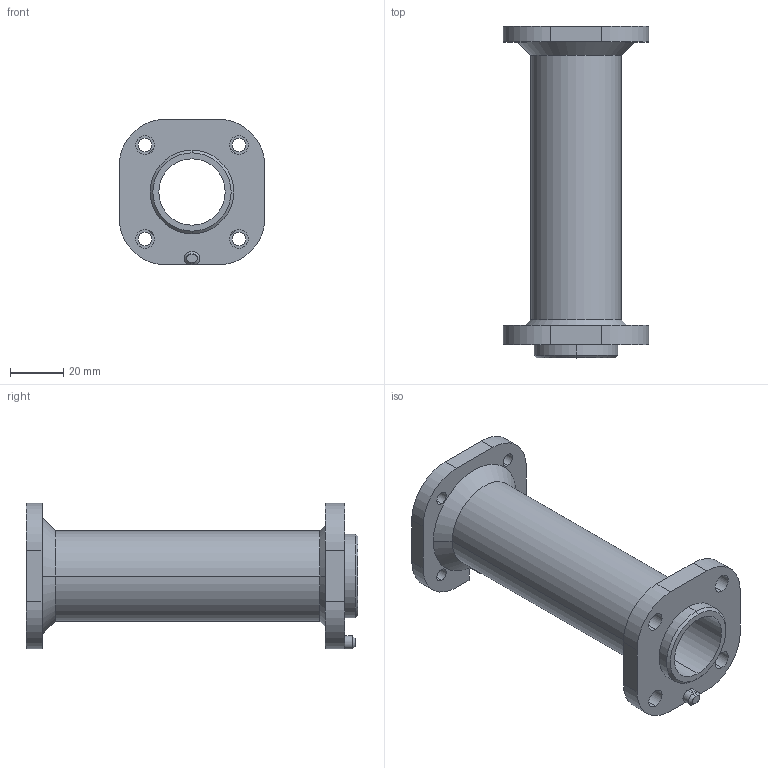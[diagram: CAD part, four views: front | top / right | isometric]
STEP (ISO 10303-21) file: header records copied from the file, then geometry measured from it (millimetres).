
FILE_DESCRIPTION (( 'STEP AP214' ), '1' );
FILE_NAME ('Wrist extension.STEP', '2023-02-22T14:41:45', ( '' ), ( '' ), 'SwSTEP 2.0', 'SolidWorks 2021', '' );
FILE_SCHEMA (( 'AUTOMOTIVE_DESIGN' ));
Length unit declared in the file: millimetre
Products named in the file (1): Wrist extension
Bounding box: 55 x 125 x 55 mm (x, y, z)
Volume: 74132.9 mm3; surface area: 32626.3 mm2
Topology: 1 solids, 1 shells, 75 faces, 190 edges, 120 vertices
Faces by surface type: cylinder 36, plane 21, cone 18
Entity records: 2445 total; most frequent: DIRECTION 431, CARTESIAN_POINT 402, ORIENTED_EDGE 380, EDGE_CURVE 190, AXIS2_PLACEMENT_3D 167, VERTEX_POINT 120, VECTOR 97, LINE 97
